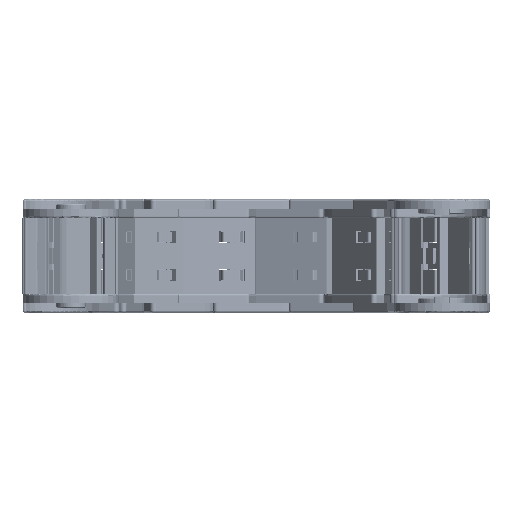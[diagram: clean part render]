
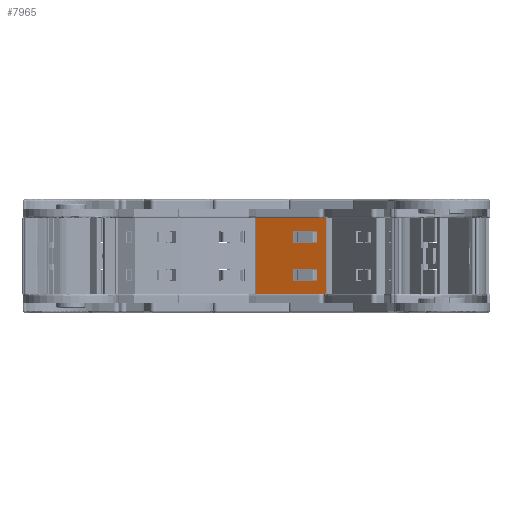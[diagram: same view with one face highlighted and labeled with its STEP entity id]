
A CAD part, left-side view. The second image highlights one B-rep face of the part: STEP entity #7965.
In plain terms, the highlighted face is planar.
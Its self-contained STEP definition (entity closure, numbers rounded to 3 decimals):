
#252 = DIRECTION ( 'NONE',  ( 0., 0., 1. ) ) ;
#364 = VECTOR ( 'NONE', #252, 1000. ) ;
#976 = AXIS2_PLACEMENT_3D ( 'NONE', #6447, #12980, #15667 ) ;
#1035 = VECTOR ( 'NONE', #13086, 1000. ) ;
#2033 = CARTESIAN_POINT ( 'NONE',  ( -37.959, 70.155, -19.116 ) ) ;
#2590 = CARTESIAN_POINT ( 'NONE',  ( -37.959, 70.155, -4.616 ) ) ;
#2631 = VECTOR ( 'NONE', #25206, 1000. ) ;
#4002 = ORIENTED_EDGE ( 'NONE', *, *, #37259, .F. ) ;
#4616 = ORIENTED_EDGE ( 'NONE', *, *, #24482, .F. ) ;
#5217 = VERTEX_POINT ( 'NONE', #19790 ) ;
#5940 = CARTESIAN_POINT ( 'NONE',  ( -23.959, 70.155, -4.616 ) ) ;
#6237 = CARTESIAN_POINT ( 'NONE',  ( -23.959, 70.155, -25.416 ) ) ;
#6327 = CARTESIAN_POINT ( 'NONE',  ( -37.959, 70.155, -25.416 ) ) ;
#6375 = LINE ( 'NONE', #8093, #9422 ) ;
#6447 = CARTESIAN_POINT ( 'NONE',  ( -1.479, 70.155, 140.053 ) ) ;
#7093 = LINE ( 'NONE', #15101, #36561 ) ;
#7109 = DIRECTION ( 'NONE',  ( 1., 0., 0. ) ) ;
#7290 = CARTESIAN_POINT ( 'NONE',  ( -37.959, 70.155, 1.684 ) ) ;
#7965 = ADVANCED_FACE ( 'NONE', ( #34696, #22482, #16920 ), #35420, .F. ) ;
#8093 = CARTESIAN_POINT ( 'NONE',  ( -37.959, 70.155, -19.116 ) ) ;
#8721 = LINE ( 'NONE', #7290, #18347 ) ;
#9009 = DIRECTION ( 'NONE',  ( 1., 0., 0. ) ) ;
#9030 = VECTOR ( 'NONE', #16448, 1000. ) ;
#9422 = VECTOR ( 'NONE', #14755, 1000. ) ;
#10324 = CARTESIAN_POINT ( 'NONE',  ( -1.479, 70.155, -32.166 ) ) ;
#12015 = VERTEX_POINT ( 'NONE', #2590 ) ;
#12760 = EDGE_CURVE ( 'NONE', #25590, #5217, #42046, .T. ) ;
#12980 = DIRECTION ( 'NONE',  ( 0., 1., 0. ) ) ;
#13086 = DIRECTION ( 'NONE',  ( -1., 0., 0. ) ) ;
#13337 = CARTESIAN_POINT ( 'NONE',  ( -1.479, 70.155, 140.053 ) ) ;
#13493 = EDGE_CURVE ( 'NONE', #16827, #26401, #21171, .T. ) ;
#13891 = DIRECTION ( 'NONE',  ( 1., 0., 0. ) ) ;
#13975 = VECTOR ( 'NONE', #7109, 1000. ) ;
#14144 = ORIENTED_EDGE ( 'NONE', *, *, #27066, .F. ) ;
#14747 = LINE ( 'NONE', #26168, #30011 ) ;
#14755 = DIRECTION ( 'NONE',  ( -1., 0., 0. ) ) ;
#14793 = LINE ( 'NONE', #29710, #1035 ) ;
#15101 = CARTESIAN_POINT ( 'NONE',  ( -23.959, 70.155, -25.416 ) ) ;
#15241 = EDGE_CURVE ( 'NONE', #26401, #23166, #6375, .T. ) ;
#15531 = CARTESIAN_POINT ( 'NONE',  ( -43.179, 70.155, 140.053 ) ) ;
#15667 = DIRECTION ( 'NONE',  ( 0., 0., -1. ) ) ;
#15718 = EDGE_LOOP ( 'NONE', ( #27748, #4002, #22628, #25336 ) ) ;
#16217 = LINE ( 'NONE', #5940, #38067 ) ;
#16349 = DIRECTION ( 'NONE',  ( 1., 0., 0. ) ) ;
#16448 = DIRECTION ( 'NONE',  ( 0., 0., -1. ) ) ;
#16634 = VERTEX_POINT ( 'NONE', #34056 ) ;
#16827 = VERTEX_POINT ( 'NONE', #6237 ) ;
#16829 = CARTESIAN_POINT ( 'NONE',  ( -43.179, 70.155, -32.166 ) ) ;
#16920 = FACE_BOUND ( 'NONE', #27083, .T. ) ;
#17268 = ORIENTED_EDGE ( 'NONE', *, *, #36955, .F. ) ;
#17540 = ORIENTED_EDGE ( 'NONE', *, *, #12760, .T. ) ;
#18347 = VECTOR ( 'NONE', #30036, 1000. ) ;
#19187 = DIRECTION ( 'NONE',  ( 0., 0., -1. ) ) ;
#19666 = LINE ( 'NONE', #13337, #9030 ) ;
#19682 = CARTESIAN_POINT ( 'NONE',  ( -37.959, 70.155, -25.416 ) ) ;
#19790 = CARTESIAN_POINT ( 'NONE',  ( -1.479, 70.155, -32.166 ) ) ;
#19895 = LINE ( 'NONE', #6327, #2631 ) ;
#21171 = LINE ( 'NONE', #23107, #364 ) ;
#22482 = FACE_BOUND ( 'NONE', #15718, .T. ) ;
#22557 = EDGE_CURVE ( 'NONE', #35439, #34686, #14793, .T. ) ;
#22628 = ORIENTED_EDGE ( 'NONE', *, *, #22557, .F. ) ;
#23107 = CARTESIAN_POINT ( 'NONE',  ( -23.959, 70.155, -19.116 ) ) ;
#23166 = VERTEX_POINT ( 'NONE', #2033 ) ;
#24482 = EDGE_CURVE ( 'NONE', #30924, #16827, #7093, .T. ) ;
#25202 = EDGE_CURVE ( 'NONE', #16634, #35439, #16217, .T. ) ;
#25206 = DIRECTION ( 'NONE',  ( 0., 0., -1. ) ) ;
#25336 = ORIENTED_EDGE ( 'NONE', *, *, #25202, .F. ) ;
#25590 = VERTEX_POINT ( 'NONE', #16829 ) ;
#25979 = VERTEX_POINT ( 'NONE', #40337 ) ;
#26168 = CARTESIAN_POINT ( 'NONE',  ( -1.479, 70.155, 8.434 ) ) ;
#26401 = VERTEX_POINT ( 'NONE', #39899 ) ;
#27066 = EDGE_CURVE ( 'NONE', #25979, #5217, #19666, .T. ) ;
#27083 = EDGE_LOOP ( 'NONE', ( #17268, #30520, #32150, #4616 ) ) ;
#27748 = ORIENTED_EDGE ( 'NONE', *, *, #28266, .F. ) ;
#28034 = CARTESIAN_POINT ( 'NONE',  ( -43.179, 70.155, 8.434 ) ) ;
#28266 = EDGE_CURVE ( 'NONE', #12015, #16634, #40890, .T. ) ;
#28365 = VECTOR ( 'NONE', #13891, 1000. ) ;
#28682 = DIRECTION ( 'NONE',  ( 0., 0., 1. ) ) ;
#29537 = EDGE_LOOP ( 'NONE', ( #31736, #17540, #14144, #34734 ) ) ;
#29710 = CARTESIAN_POINT ( 'NONE',  ( -23.959, 70.155, 1.684 ) ) ;
#29989 = CARTESIAN_POINT ( 'NONE',  ( -37.959, 70.155, -4.616 ) ) ;
#30011 = VECTOR ( 'NONE', #16349, 1000. ) ;
#30036 = DIRECTION ( 'NONE',  ( 0., 0., -1. ) ) ;
#30520 = ORIENTED_EDGE ( 'NONE', *, *, #15241, .F. ) ;
#30924 = VERTEX_POINT ( 'NONE', #19682 ) ;
#31429 = LINE ( 'NONE', #15531, #38534 ) ;
#31736 = ORIENTED_EDGE ( 'NONE', *, *, #34646, .T. ) ;
#32150 = ORIENTED_EDGE ( 'NONE', *, *, #13493, .F. ) ;
#32372 = VERTEX_POINT ( 'NONE', #28034 ) ;
#32694 = CARTESIAN_POINT ( 'NONE',  ( -23.959, 70.155, 1.684 ) ) ;
#34056 = CARTESIAN_POINT ( 'NONE',  ( -23.959, 70.155, -4.616 ) ) ;
#34646 = EDGE_CURVE ( 'NONE', #32372, #25590, #31429, .T. ) ;
#34686 = VERTEX_POINT ( 'NONE', #38802 ) ;
#34696 = FACE_OUTER_BOUND ( 'NONE', #29537, .T. ) ;
#34734 = ORIENTED_EDGE ( 'NONE', *, *, #38666, .F. ) ;
#35420 = PLANE ( 'NONE',  #976 ) ;
#35439 = VERTEX_POINT ( 'NONE', #32694 ) ;
#36561 = VECTOR ( 'NONE', #9009, 1000. ) ;
#36955 = EDGE_CURVE ( 'NONE', #23166, #30924, #19895, .T. ) ;
#37259 = EDGE_CURVE ( 'NONE', #34686, #12015, #8721, .T. ) ;
#38067 = VECTOR ( 'NONE', #28682, 1000. ) ;
#38534 = VECTOR ( 'NONE', #19187, 1000. ) ;
#38666 = EDGE_CURVE ( 'NONE', #32372, #25979, #14747, .T. ) ;
#38802 = CARTESIAN_POINT ( 'NONE',  ( -37.959, 70.155, 1.684 ) ) ;
#39899 = CARTESIAN_POINT ( 'NONE',  ( -23.959, 70.155, -19.116 ) ) ;
#40337 = CARTESIAN_POINT ( 'NONE',  ( -1.479, 70.155, 8.434 ) ) ;
#40890 = LINE ( 'NONE', #29989, #13975 ) ;
#42046 = LINE ( 'NONE', #10324, #28365 ) ;
